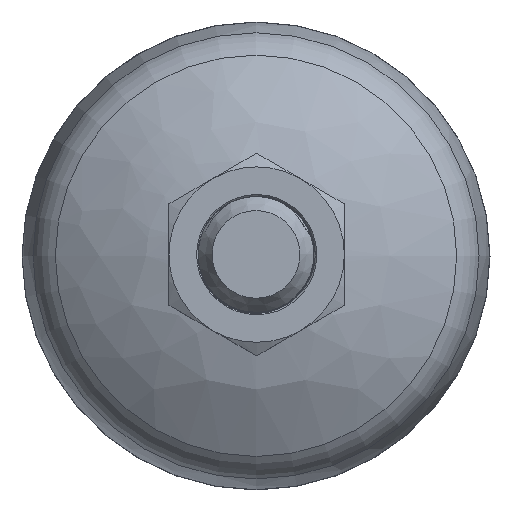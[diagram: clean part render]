
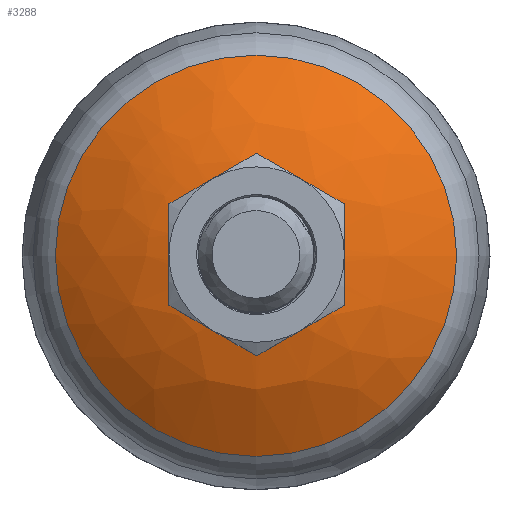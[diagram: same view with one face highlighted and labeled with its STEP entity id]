
A CAD part, top view. The second image highlights one B-rep face of the part: STEP entity #3288.
In plain terms, the highlighted free-form (B-spline) face has degree [2, 2] with [3, 9] control points.
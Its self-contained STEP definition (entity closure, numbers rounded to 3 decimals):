
#868=FACE_OUTER_BOUND('',#1062,.T.);
#1062=EDGE_LOOP('',(#2234,#2235,#2236,#2237,#2238));
#1264=CIRCLE('',#3522,27.444);
#1265=CIRCLE('',#3523,46.4);
#1266=CIRCLE('',#3524,8.24);
#1267=CIRCLE('',#3525,27.444);
#1323=VERTEX_POINT('',#4472);
#1324=VERTEX_POINT('',#4473);
#1325=VERTEX_POINT('',#4475);
#1681=EDGE_CURVE('',#1323,#1324,#1264,.F.);
#1682=EDGE_CURVE('',#1324,#1325,#1265,.T.);
#1683=EDGE_CURVE('',#1325,#1325,#1266,.T.);
#1684=EDGE_CURVE('',#1324,#1323,#1267,.F.);
#2234=ORIENTED_EDGE('',*,*,#1681,.T.);
#2235=ORIENTED_EDGE('',*,*,#1682,.T.);
#2236=ORIENTED_EDGE('',*,*,#1683,.F.);
#2237=ORIENTED_EDGE('',*,*,#1682,.F.);
#2238=ORIENTED_EDGE('',*,*,#1684,.T.);
#3275=(
BOUNDED_SURFACE()
B_SPLINE_SURFACE(2,2,((#4445,#4446,#4447,#4448,#4449,#4450,#4451,#4452,
#4453),(#4454,#4455,#4456,#4457,#4458,#4459,#4460,#4461,#4462),(#4463,#4464,
#4465,#4466,#4467,#4468,#4469,#4470,#4471)),.UNSPECIFIED.,.F.,.T.,.F.)
B_SPLINE_SURFACE_WITH_KNOTS((3,3),(3,2,2,2,3),(0.963,1.413),
(-3.142,-1.571,0.,1.571,3.142),
 .UNSPECIFIED.)
GEOMETRIC_REPRESENTATION_ITEM()
RATIONAL_B_SPLINE_SURFACE(((1.,0.707,1.,0.707,1.,
0.707,1.,0.707,1.),(0.975,0.689,
0.975,0.689,0.975,0.689,
0.975,0.689,0.975),(1.,0.707,
1.,0.707,1.,0.707,1.,0.707,1.)))
REPRESENTATION_ITEM('')
SURFACE()
);
#3288=ADVANCED_FACE('',(#868),#3275,.F.);
#3522=AXIS2_PLACEMENT_3D('',#4474,#3781,#3782);
#3523=AXIS2_PLACEMENT_3D('',#4476,#3783,#3784);
#3524=AXIS2_PLACEMENT_3D('',#4477,#3785,#3786);
#3525=AXIS2_PLACEMENT_3D('',#4478,#3787,#3788);
#3781=DIRECTION('center_axis',(0.,0.,-1.));
#3782=DIRECTION('ref_axis',(-1.,0.,0.));
#3783=DIRECTION('center_axis',(0.,1.,0.));
#3784=DIRECTION('ref_axis',(-1.,0.,0.));
#3785=DIRECTION('center_axis',(0.,0.,1.));
#3786=DIRECTION('ref_axis',(1.,0.,0.));
#3787=DIRECTION('center_axis',(0.,0.,-1.));
#3788=DIRECTION('ref_axis',(-1.,0.,0.));
#4445=CARTESIAN_POINT('Ctrl Pts',(144.004,127.821,8.662));
#4446=CARTESIAN_POINT('Ctrl Pts',(144.004,100.377,8.662));
#4447=CARTESIAN_POINT('Ctrl Pts',(171.448,100.377,8.662));
#4448=CARTESIAN_POINT('Ctrl Pts',(198.891,100.377,8.662));
#4449=CARTESIAN_POINT('Ctrl Pts',(198.891,127.821,8.662));
#4450=CARTESIAN_POINT('Ctrl Pts',(198.891,155.265,8.662));
#4451=CARTESIAN_POINT('Ctrl Pts',(171.448,155.265,8.662));
#4452=CARTESIAN_POINT('Ctrl Pts',(144.004,155.265,8.662));
#4453=CARTESIAN_POINT('Ctrl Pts',(144.004,127.821,8.662));
#4454=CARTESIAN_POINT('Ctrl Pts',(152.72,127.821,14.728));
#4455=CARTESIAN_POINT('Ctrl Pts',(152.72,109.094,14.728));
#4456=CARTESIAN_POINT('Ctrl Pts',(171.448,109.094,14.728));
#4457=CARTESIAN_POINT('Ctrl Pts',(190.175,109.094,14.728));
#4458=CARTESIAN_POINT('Ctrl Pts',(190.175,127.821,14.728));
#4459=CARTESIAN_POINT('Ctrl Pts',(190.175,146.548,14.728));
#4460=CARTESIAN_POINT('Ctrl Pts',(171.448,146.548,14.728));
#4461=CARTESIAN_POINT('Ctrl Pts',(152.72,146.548,14.728));
#4462=CARTESIAN_POINT('Ctrl Pts',(152.72,127.821,14.728));
#4463=CARTESIAN_POINT('Ctrl Pts',(163.208,127.821,16.399));
#4464=CARTESIAN_POINT('Ctrl Pts',(163.208,119.581,16.399));
#4465=CARTESIAN_POINT('Ctrl Pts',(171.448,119.581,16.399));
#4466=CARTESIAN_POINT('Ctrl Pts',(179.688,119.581,16.399));
#4467=CARTESIAN_POINT('Ctrl Pts',(179.688,127.821,16.399));
#4468=CARTESIAN_POINT('Ctrl Pts',(179.688,136.061,16.399));
#4469=CARTESIAN_POINT('Ctrl Pts',(171.448,136.061,16.399));
#4470=CARTESIAN_POINT('Ctrl Pts',(163.208,136.061,16.399));
#4471=CARTESIAN_POINT('Ctrl Pts',(163.208,127.821,16.399));
#4472=CARTESIAN_POINT('',(198.891,127.821,8.662));
#4473=CARTESIAN_POINT('',(144.004,127.821,8.662));
#4474=CARTESIAN_POINT('Origin',(171.448,127.821,8.662));
#4475=CARTESIAN_POINT('',(163.208,127.821,16.399));
#4476=CARTESIAN_POINT('Origin',(170.508,127.821,-29.424));
#4477=CARTESIAN_POINT('Origin',(171.448,127.821,16.399));
#4478=CARTESIAN_POINT('Origin',(171.448,127.821,8.662));
